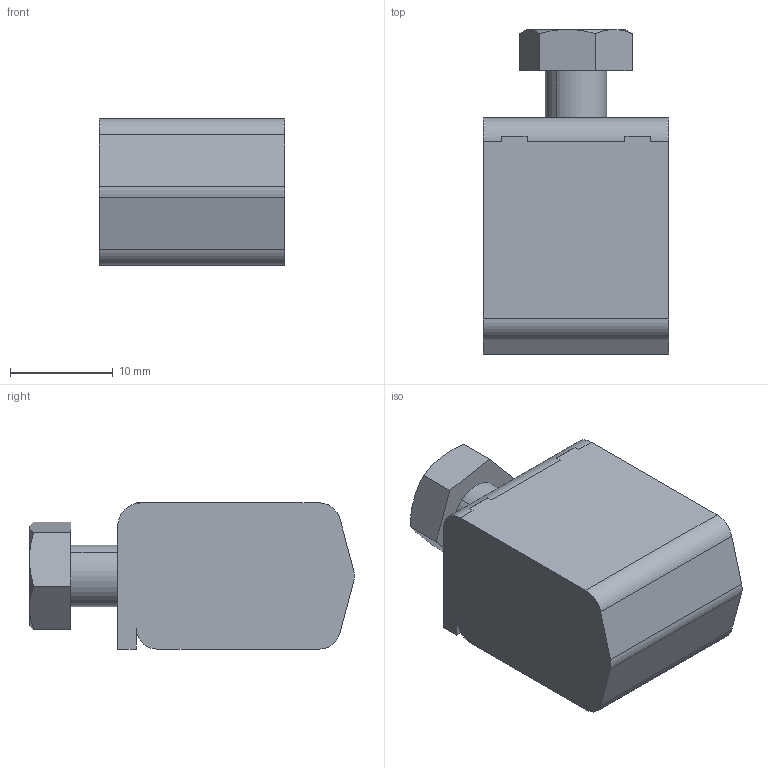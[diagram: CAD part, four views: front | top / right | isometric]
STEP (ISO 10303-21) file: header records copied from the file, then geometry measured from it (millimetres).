
FILE_DESCRIPTION (( 'STEP AP214' ), '1' );
FILE_NAME ('525363_BK 35.STP', '2013-11-14T10:33:53', ( 'arge' ), ( 'Microsoft' ), 'SwSTEP 2.0', 'SolidWorks 2013', '' );
FILE_SCHEMA (( 'AUTOMOTIVE_DESIGN' ));
Length unit declared in the file: millimetre
Products named in the file (1): 525363_BK 35
Bounding box: 18 x 31.54 x 14.2 mm (x, y, z)
Volume: 6045.6 mm3; surface area: 2244.9 mm2
Topology: 1 solids, 1 shells, 38 faces, 101 edges, 67 vertices
Faces by surface type: plane 24, cone 7, cylinder 7
Entity records: 1655 total; most frequent: CARTESIAN_POINT 263, ORIENTED_EDGE 202, DIRECTION 192, EDGE_CURVE 101, VERTEX_POINT 67, AXIS2_PLACEMENT_3D 64, LINE 64, VECTOR 64
